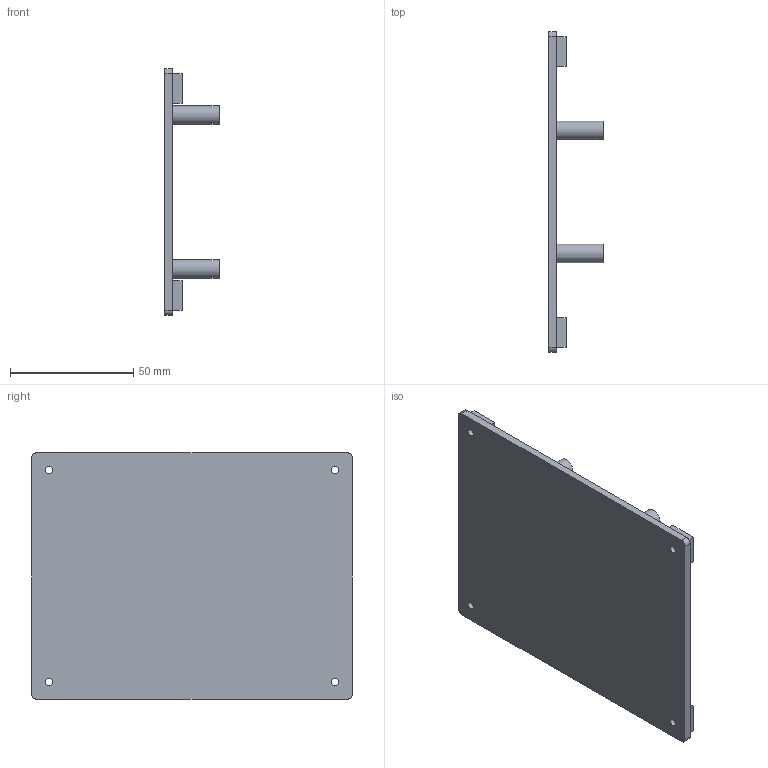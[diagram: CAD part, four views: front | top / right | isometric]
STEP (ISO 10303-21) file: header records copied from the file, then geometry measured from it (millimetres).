
FILE_DESCRIPTION(('FreeCAD Model'),'2;1');
FILE_NAME('Open CASCADE Shape Model','2022-09-26T05:18:11',('Author'),( ''),'Open CASCADE STEP processor 7.5','FreeCAD','Unknown');
FILE_SCHEMA(('AUTOMOTIVE_DESIGN { 1 0 10303 214 1 1 1 1 }'));
Length unit declared in the file: millimetre
Products named in the file (1): Body001
Bounding box: 22 x 130 x 100 mm (x, y, z)
Volume: 43586.6 mm3; surface area: 30370.2 mm2
Topology: 1 solids, 1 shells, 46 faces, 96 edges, 64 vertices
Faces by surface type: plane 26, cylinder 20
Full cylindrical faces by diameter (mm): 3 x4, 4.6 x4, 7.5 x4
Entity records: 1278 total; most frequent: DIRECTION 230, CARTESIAN_POINT 207, ORIENTED_EDGE 192, EDGE_CURVE 96, AXIS2_PLACEMENT_3D 87, FACE_BOUND 66, EDGE_LOOP 66, VERTEX_POINT 64
